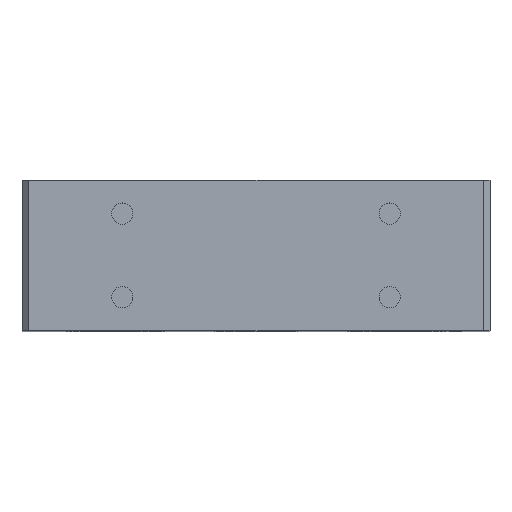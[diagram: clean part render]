
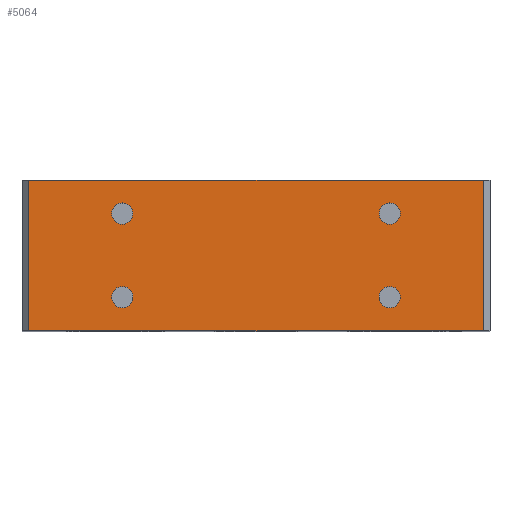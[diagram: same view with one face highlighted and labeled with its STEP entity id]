
A CAD part, top view. The second image highlights one B-rep face of the part: STEP entity #5064.
In plain terms, the highlighted planar face has unit normal (0, 0, 1).
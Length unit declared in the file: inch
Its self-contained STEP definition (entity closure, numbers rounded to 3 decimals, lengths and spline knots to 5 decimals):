
#23 = DIRECTION ( 'NONE',  ( 0., 0., -1. ) ) ;
#76 = EDGE_CURVE ( 'NONE', #3569, #3008, #2763, .T. ) ;
#190 = VECTOR ( 'NONE', #3601, 39.37008 ) ;
#192 = ORIENTED_EDGE ( 'NONE', *, *, #4399, .F. ) ;
#220 = EDGE_CURVE ( 'NONE', #4454, #1682, #985, .T. ) ;
#252 = EDGE_CURVE ( 'NONE', #3143, #4668, #5161, .T. ) ;
#506 = PLANE ( 'NONE',  #3826 ) ;
#528 = CARTESIAN_POINT ( 'NONE',  ( 1.7, 1.125, 1.875 ) ) ;
#575 = CARTESIAN_POINT ( 'NONE',  ( -1.75, 0., 1.875 ) ) ;
#583 = FACE_BOUND ( 'NONE', #3663, .T. ) ;
#615 = DIRECTION ( 'NONE',  ( 0., 0., 1. ) ) ;
#631 = CARTESIAN_POINT ( 'NONE',  ( 1.0795, 0.875, 1.875 ) ) ;
#727 = ORIENTED_EDGE ( 'NONE', *, *, #794, .F. ) ;
#772 = CARTESIAN_POINT ( 'NONE',  ( -1.7, 1.125, 1.875 ) ) ;
#794 = EDGE_CURVE ( 'NONE', #5125, #1787, #2161, .T. ) ;
#799 = EDGE_LOOP ( 'NONE', ( #2074, #4460 ) ) ;
#811 = LINE ( 'NONE', #528, #1344 ) ;
#839 = AXIS2_PLACEMENT_3D ( 'NONE', #1915, #4368, #3958 ) ;
#856 = CARTESIAN_POINT ( 'NONE',  ( -1.75, 1.125, 1.875 ) ) ;
#936 = DIRECTION ( 'NONE',  ( 0., 0., 1. ) ) ;
#937 = VERTEX_POINT ( 'NONE', #3279 ) ;
#949 = DIRECTION ( 'NONE',  ( 0., -1., 0. ) ) ;
#985 = CIRCLE ( 'NONE', #4404, 0.0795 ) ;
#999 = CARTESIAN_POINT ( 'NONE',  ( -1.0795, 0.25, 1.875 ) ) ;
#1030 = CARTESIAN_POINT ( 'NONE',  ( 1., 0.25, 1.875 ) ) ;
#1047 = VECTOR ( 'NONE', #949, 39.37008 ) ;
#1183 = VERTEX_POINT ( 'NONE', #772 ) ;
#1263 = DIRECTION ( 'NONE',  ( 0., 0., 1. ) ) ;
#1290 = VECTOR ( 'NONE', #1506, 39.37008 ) ;
#1344 = VECTOR ( 'NONE', #2641, 39.37008 ) ;
#1358 = CARTESIAN_POINT ( 'NONE',  ( -1.7, 1.125, 1.875 ) ) ;
#1387 = CARTESIAN_POINT ( 'NONE',  ( 1.7, 0., 1.875 ) ) ;
#1441 = CARTESIAN_POINT ( 'NONE',  ( -1.0795, 0.875, 1.875 ) ) ;
#1461 = DIRECTION ( 'NONE',  ( 0., 0., 1. ) ) ;
#1506 = DIRECTION ( 'NONE',  ( 1., 0., 0. ) ) ;
#1522 = AXIS2_PLACEMENT_3D ( 'NONE', #3879, #936, #4289 ) ;
#1533 = CIRCLE ( 'NONE', #1733, 0.0795 ) ;
#1539 = VERTEX_POINT ( 'NONE', #1441 ) ;
#1617 = DIRECTION ( 'NONE',  ( 1., 0., 0. ) ) ;
#1618 = EDGE_CURVE ( 'NONE', #1787, #5125, #3513, .T. ) ;
#1681 = EDGE_CURVE ( 'NONE', #1539, #3695, #2934, .T. ) ;
#1682 = VERTEX_POINT ( 'NONE', #631 ) ;
#1733 = AXIS2_PLACEMENT_3D ( 'NONE', #3818, #1263, #3739 ) ;
#1767 = AXIS2_PLACEMENT_3D ( 'NONE', #3156, #3544, #3975 ) ;
#1787 = VERTEX_POINT ( 'NONE', #4042 ) ;
#1815 = CARTESIAN_POINT ( 'NONE',  ( -0.9205, 0.875, 1.875 ) ) ;
#1911 = LINE ( 'NONE', #1358, #1047 ) ;
#1915 = CARTESIAN_POINT ( 'NONE',  ( 1., 0.25, 1.875 ) ) ;
#2031 = ORIENTED_EDGE ( 'NONE', *, *, #220, .F. ) ;
#2074 = ORIENTED_EDGE ( 'NONE', *, *, #5066, .F. ) ;
#2086 = LINE ( 'NONE', #3967, #1290 ) ;
#2091 = FACE_BOUND ( 'NONE', #5448, .T. ) ;
#2161 = CIRCLE ( 'NONE', #3091, 0.0795 ) ;
#2163 = CARTESIAN_POINT ( 'NONE',  ( -1.7, 0., 1.875 ) ) ;
#2438 = AXIS2_PLACEMENT_3D ( 'NONE', #3767, #615, #4782 ) ;
#2461 = CARTESIAN_POINT ( 'NONE',  ( 1., 0.875, 1.875 ) ) ;
#2571 = AXIS2_PLACEMENT_3D ( 'NONE', #2583, #3789, #4213 ) ;
#2583 = CARTESIAN_POINT ( 'NONE',  ( -1., 0.875, 1.875 ) ) ;
#2631 = ORIENTED_EDGE ( 'NONE', *, *, #3664, .T. ) ;
#2641 = DIRECTION ( 'NONE',  ( 0., 1., 0. ) ) ;
#2763 = LINE ( 'NONE', #575, #190 ) ;
#2934 = CIRCLE ( 'NONE', #1767, 0.0795 ) ;
#3008 = VERTEX_POINT ( 'NONE', #1387 ) ;
#3044 = EDGE_CURVE ( 'NONE', #1682, #4454, #5190, .T. ) ;
#3091 = AXIS2_PLACEMENT_3D ( 'NONE', #1030, #1461, #3988 ) ;
#3113 = EDGE_LOOP ( 'NONE', ( #727, #4680 ) ) ;
#3143 = VERTEX_POINT ( 'NONE', #999 ) ;
#3156 = CARTESIAN_POINT ( 'NONE',  ( -1., 0.875, 1.875 ) ) ;
#3201 = FACE_BOUND ( 'NONE', #799, .T. ) ;
#3228 = ORIENTED_EDGE ( 'NONE', *, *, #3600, .T. ) ;
#3279 = CARTESIAN_POINT ( 'NONE',  ( 1.7, 1.125, 1.875 ) ) ;
#3441 = ORIENTED_EDGE ( 'NONE', *, *, #3044, .F. ) ;
#3513 = CIRCLE ( 'NONE', #839, 0.0795 ) ;
#3544 = DIRECTION ( 'NONE',  ( 0., 0., 1. ) ) ;
#3569 = VERTEX_POINT ( 'NONE', #2163 ) ;
#3600 = EDGE_CURVE ( 'NONE', #1183, #3569, #1911, .T. ) ;
#3601 = DIRECTION ( 'NONE',  ( 1., 0., 0. ) ) ;
#3663 = EDGE_LOOP ( 'NONE', ( #3441, #2031 ) ) ;
#3664 = EDGE_CURVE ( 'NONE', #3008, #937, #811, .T. ) ;
#3695 = VERTEX_POINT ( 'NONE', #1815 ) ;
#3729 = ORIENTED_EDGE ( 'NONE', *, *, #76, .T. ) ;
#3739 = DIRECTION ( 'NONE',  ( 1., 0., 0. ) ) ;
#3767 = CARTESIAN_POINT ( 'NONE',  ( -1., 0.25, 1.875 ) ) ;
#3789 = DIRECTION ( 'NONE',  ( 0., 0., 1. ) ) ;
#3818 = CARTESIAN_POINT ( 'NONE',  ( -1., 0.25, 1.875 ) ) ;
#3826 = AXIS2_PLACEMENT_3D ( 'NONE', #856, #23, #3829 ) ;
#3829 = DIRECTION ( 'NONE',  ( -1., 0., 0. ) ) ;
#3848 = FACE_BOUND ( 'NONE', #3113, .T. ) ;
#3869 = CARTESIAN_POINT ( 'NONE',  ( 1.0795, 0.25, 1.875 ) ) ;
#3879 = CARTESIAN_POINT ( 'NONE',  ( 1., 0.875, 1.875 ) ) ;
#3958 = DIRECTION ( 'NONE',  ( 1., 0., 0. ) ) ;
#3967 = CARTESIAN_POINT ( 'NONE',  ( -1.75, 1.125, 1.875 ) ) ;
#3975 = DIRECTION ( 'NONE',  ( 1., 0., 0. ) ) ;
#3988 = DIRECTION ( 'NONE',  ( 1., 0., 0. ) ) ;
#4042 = CARTESIAN_POINT ( 'NONE',  ( 0.9205, 0.25, 1.875 ) ) ;
#4112 = DIRECTION ( 'NONE',  ( 0., 0., 1. ) ) ;
#4213 = DIRECTION ( 'NONE',  ( 1., 0., 0. ) ) ;
#4289 = DIRECTION ( 'NONE',  ( 1., 0., 0. ) ) ;
#4368 = DIRECTION ( 'NONE',  ( 0., 0., 1. ) ) ;
#4399 = EDGE_CURVE ( 'NONE', #4668, #3143, #1533, .T. ) ;
#4404 = AXIS2_PLACEMENT_3D ( 'NONE', #2461, #4112, #1617 ) ;
#4454 = VERTEX_POINT ( 'NONE', #5075 ) ;
#4460 = ORIENTED_EDGE ( 'NONE', *, *, #1681, .F. ) ;
#4668 = VERTEX_POINT ( 'NONE', #4754 ) ;
#4680 = ORIENTED_EDGE ( 'NONE', *, *, #1618, .F. ) ;
#4754 = CARTESIAN_POINT ( 'NONE',  ( -0.9205, 0.25, 1.875 ) ) ;
#4782 = DIRECTION ( 'NONE',  ( 1., 0., 0. ) ) ;
#4838 = ORIENTED_EDGE ( 'NONE', *, *, #5276, .F. ) ;
#4882 = CIRCLE ( 'NONE', #2571, 0.0795 ) ;
#4953 = FACE_OUTER_BOUND ( 'NONE', #5085, .T. ) ;
#5064 = ADVANCED_FACE ( 'NONE', ( #3848, #3201, #2091, #583, #4953 ), #506, .F. ) ;
#5066 = EDGE_CURVE ( 'NONE', #3695, #1539, #4882, .T. ) ;
#5075 = CARTESIAN_POINT ( 'NONE',  ( 0.9205, 0.875, 1.875 ) ) ;
#5085 = EDGE_LOOP ( 'NONE', ( #4838, #3228, #3729, #2631 ) ) ;
#5125 = VERTEX_POINT ( 'NONE', #3869 ) ;
#5161 = CIRCLE ( 'NONE', #2438, 0.0795 ) ;
#5190 = CIRCLE ( 'NONE', #1522, 0.0795 ) ;
#5276 = EDGE_CURVE ( 'NONE', #1183, #937, #2086, .T. ) ;
#5382 = ORIENTED_EDGE ( 'NONE', *, *, #252, .F. ) ;
#5448 = EDGE_LOOP ( 'NONE', ( #192, #5382 ) ) ;
